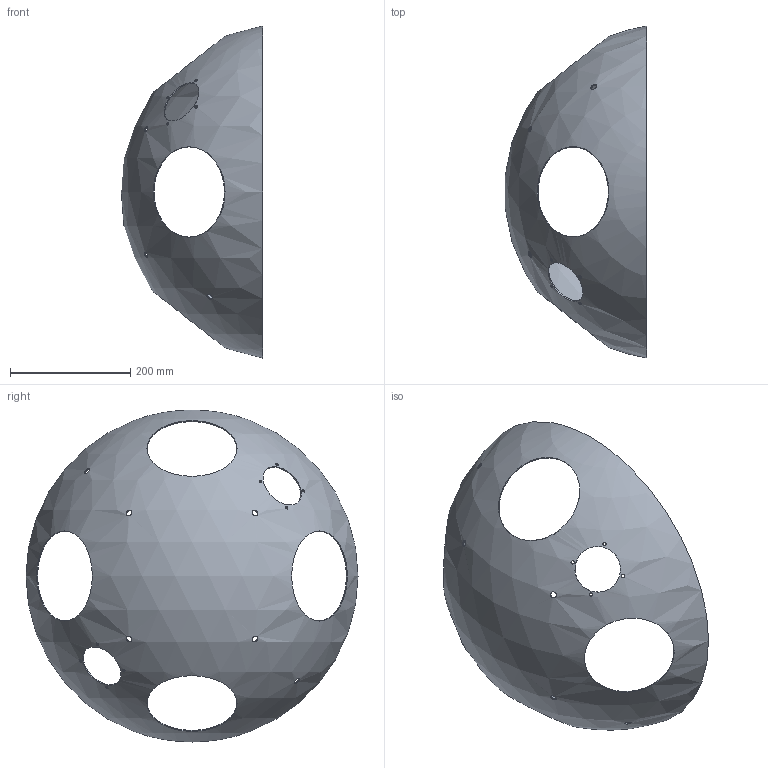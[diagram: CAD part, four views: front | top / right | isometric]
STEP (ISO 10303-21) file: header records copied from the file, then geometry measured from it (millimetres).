
FILE_DESCRIPTION(/* description */ ('Front Inner Hemisphere'),/* implementation_level */ '2;1');
FILE_NAME(/* name */ 'INT-207-01-004.stp',/* time_stamp */ '2022-08-06T22:25:10+05:00',/* author */ ('Дом'),/* organization */ (''),/* preprocessor_version */ 'ST-DEVELOPER v19',/* originating_system */ 'Autodesk Inventor 2023',/* authorisation */ '');
FILE_SCHEMA (('AUTOMOTIVE_DESIGN { 1 0 10303 214 3 1 1 }'));
Length unit declared in the file: millimetre
Products named in the file (1): INT-207-01-004
Bounding box: 235.48 x 553.23 x 553.23 mm (x, y, z)
Volume: 661159.4 mm3; surface area: 670114.7 mm2
Topology: 1 solids, 1 shells, 23 faces, 79 edges, 58 vertices
Faces by surface type: cylinder 20, sphere 2, cone 1
Full cylindrical faces by diameter (mm): 5.3 x8, 10.5 x6, 76 x2, 150.5 x4
Entity records: 1538 total; most frequent: CARTESIAN_POINT 753, ORIENTED_EDGE 158, DIRECTION 121, EDGE_CURVE 79, EDGE_LOOP 63, VERTEX_POINT 58, AXIS2_PLACEMENT_3D 50, FACE_BOUND 40
